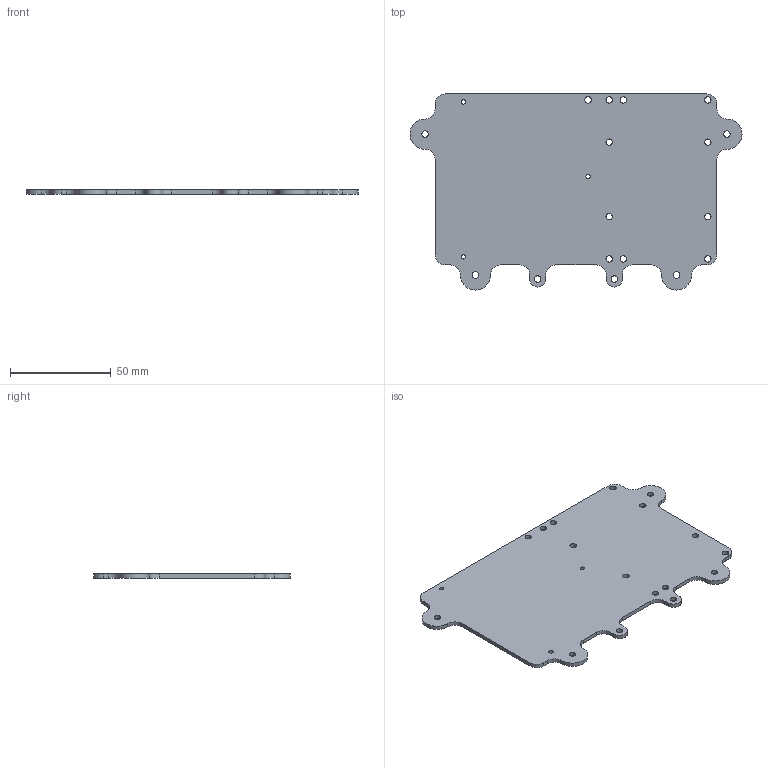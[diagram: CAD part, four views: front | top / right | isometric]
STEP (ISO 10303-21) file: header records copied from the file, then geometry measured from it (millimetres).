
FILE_DESCRIPTION(/* description */ (''),/* implementation_level */ '2;1');
FILE_NAME(/* name */ '03_Oberplatte.ipt.step',/* time_stamp */ '2020-01-21T16:40:39+01:00',/* author */ ('rYan'),/* organization */ (''),/* preprocessor_version */ 'ST-DEVELOPER v17.2',/* originating_system */ 'Autodesk Inventor 2019',/* authorisation */ '');
FILE_SCHEMA (('AUTOMOTIVE_DESIGN { 1 0 10303 214 3 1 1 }'));
Length unit declared in the file: millimetre
Products named in the file (1): Oberplatte
Bounding box: 165 x 97.5 x 2 mm (x, y, z)
Volume: 25223 mm3; surface area: 26658.5 mm2
Topology: 1 solids, 1 shells, 58 faces, 188 edges, 132 vertices
Faces by surface type: cylinder 42, plane 16
Full cylindrical faces by diameter (mm): 2.1 x3, 3.2 x17
Entity records: 2271 total; most frequent: DIRECTION 410, CARTESIAN_POINT 379, ORIENTED_EDGE 376, EDGE_CURVE 188, AXIS2_PLACEMENT_3D 163, VERTEX_POINT 132, CIRCLE 104, EDGE_LOOP 98
